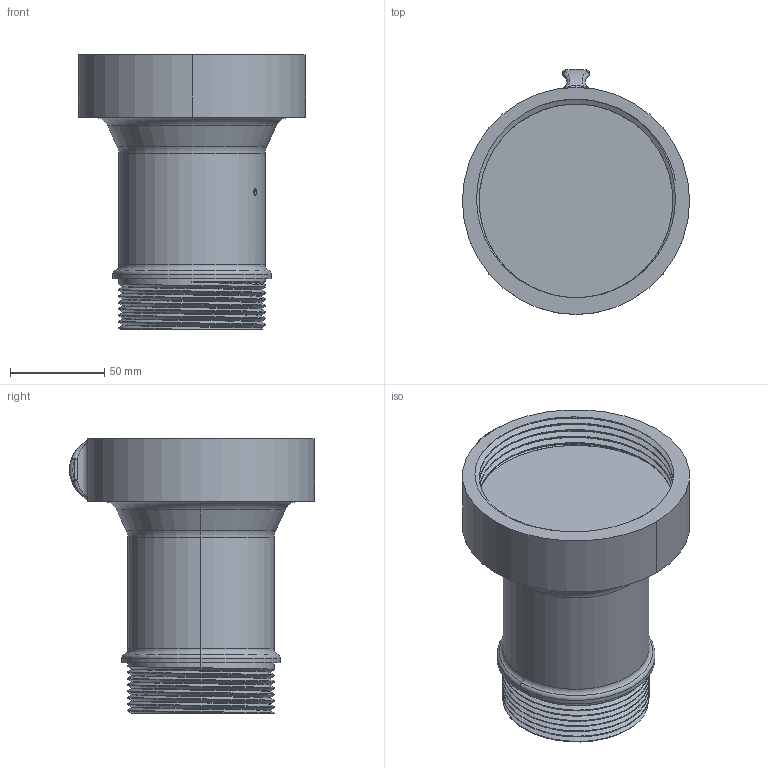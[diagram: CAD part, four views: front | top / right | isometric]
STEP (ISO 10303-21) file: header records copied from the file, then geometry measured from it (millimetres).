
FILE_DESCRIPTION (( 'STEP AP203' ), '1' );
FILE_NAME ('283-A.STEP', '2022-09-15T20:29:41', ( '' ), ( '' ), 'SwSTEP 2.0', 'SolidWorks 2021', '' );
FILE_SCHEMA (( 'CONFIG_CONTROL_DESIGN' ));
Length unit declared in the file: inch
Products named in the file (1): 283-A
Bounding box: 120.65 x 130.17 x 146.05 mm (x, y, z)
Volume: 740020.7 mm3; surface area: 80228.9 mm2
Topology: 1 solids, 1 shells, 117 faces, 291 edges, 176 vertices
Faces by surface type: cylinder 41, bspline 31, plane 25, cone 9, torus 9, sphere 2
Entity records: 8321 total; most frequent: CARTESIAN_POINT 5897, ORIENTED_EDGE 566, DIRECTION 394, EDGE_CURVE 283, VERTEX_POINT 176, AXIS2_PLACEMENT_3D 153, EDGE_LOOP 125, ADVANCED_FACE 117
